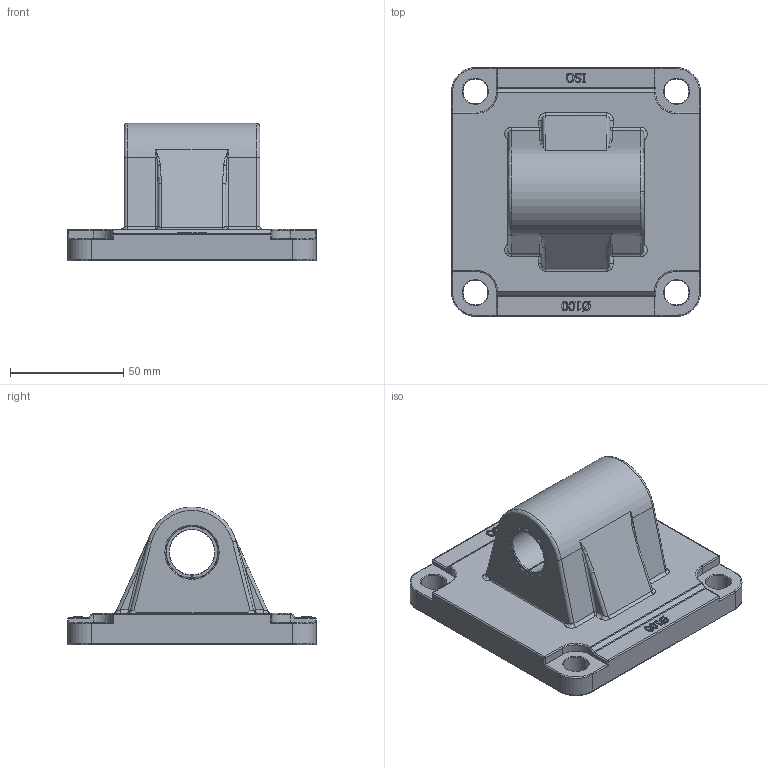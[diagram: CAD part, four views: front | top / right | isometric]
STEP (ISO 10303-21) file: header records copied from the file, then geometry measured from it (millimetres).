
FILE_DESCRIPTION (( 'STEP AP214' ), '1' );
FILE_NAME ('RD001525.STEP', '2018-08-27T10:26:54', ( '' ), ( '' ), 'SwSTEP 2.0', 'SolidWorks 2018', '' );
FILE_SCHEMA (( 'AUTOMOTIVE_DESIGN' ));
Length unit declared in the file: millimetre
Products named in the file (1): RD001525
Bounding box: 110 x 110 x 61 mm (x, y, z)
Volume: 231173.1 mm3; surface area: 45049.6 mm2
Topology: 1 solids, 1 shells, 442 faces, 1130 edges, 694 vertices
Faces by surface type: bspline 130, plane 121, cone 99, cylinder 92
Entity records: 15999 total; most frequent: CARTESIAN_POINT 5812, ORIENTED_EDGE 2224, DIRECTION 1789, EDGE_CURVE 1112, VERTEX_POINT 694, AXIS2_PLACEMENT_3D 631, LINE 527, VECTOR 527
